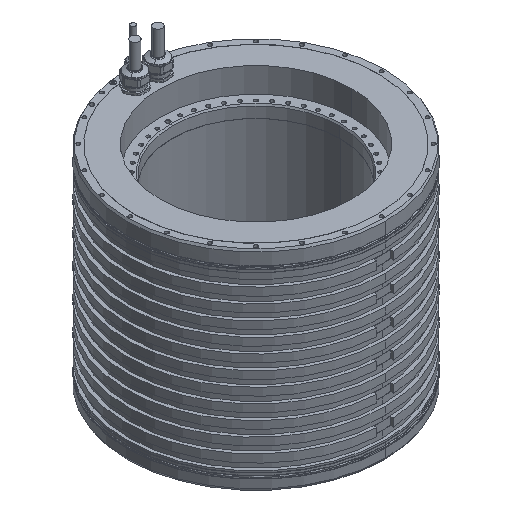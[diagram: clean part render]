
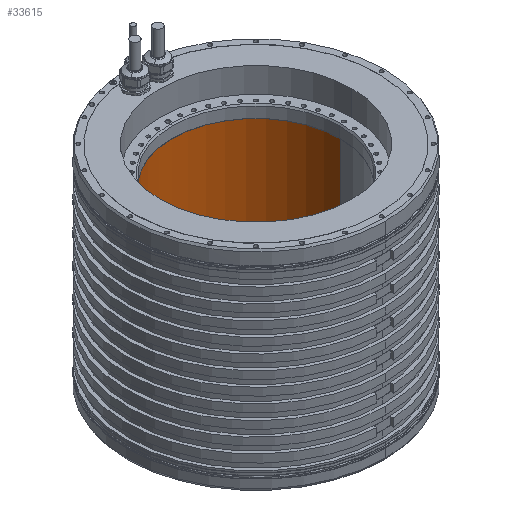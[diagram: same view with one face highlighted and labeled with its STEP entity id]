
A CAD part, isometric view. The second image highlights one B-rep face of the part: STEP entity #33615.
In plain terms, the highlighted cylindrical face has radius 100.4 mm (diameter 200.8 mm), a partial arc.
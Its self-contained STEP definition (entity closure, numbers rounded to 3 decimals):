
#26321=CARTESIAN_POINT('',(0.,0.,-44.9));
#26322=DIRECTION('',(0.,0.,-1.));
#26323=DIRECTION('',(-1.,0.,0.));
#26324=AXIS2_PLACEMENT_3D('',#26321,#26322,#26323);
#26336=DIRECTION('',(0.,0.,1.));
#26337=VECTOR('',#26336,171.2);
#26338=CARTESIAN_POINT('',(-100.4,0.,-216.1));
#26339=LINE('',#26338,#26337);
#26340=DIRECTION('',(0.,0.,1.));
#26341=VECTOR('',#26340,171.2);
#26342=CARTESIAN_POINT('',(100.4,0.,-216.1));
#26343=LINE('',#26342,#26341);
#26344=CARTESIAN_POINT('',(0.,0.,-216.1));
#26345=DIRECTION('',(0.,0.,-1.));
#26346=DIRECTION('',(-1.,0.,0.));
#26347=AXIS2_PLACEMENT_3D('',#26344,#26345,#26346);
#28167=CARTESIAN_POINT('',(-100.4,0.,-216.1));
#28168=CARTESIAN_POINT('',(-100.4,0.,-44.9));
#28169=VERTEX_POINT('',#28167);
#28170=VERTEX_POINT('',#28168);
#28171=CARTESIAN_POINT('',(100.4,0.,-216.1));
#28172=CARTESIAN_POINT('',(100.4,0.,-44.9));
#28173=VERTEX_POINT('',#28171);
#28174=VERTEX_POINT('',#28172);
#33603=CARTESIAN_POINT('',(0.,0.,-241.6));
#33604=DIRECTION('',(0.,0.,1.));
#33605=DIRECTION('',(1.,0.,0.));
#33606=AXIS2_PLACEMENT_3D('',#33603,#33604,#33605);
#33607=CYLINDRICAL_SURFACE('',#33606,100.4);
#33608=ORIENTED_EDGE('',*,*,#33586,.T.);
#33609=ORIENTED_EDGE('',*,*,#33549,.T.);
#33610=ORIENTED_EDGE('',*,*,#33590,.F.);
#33612=ORIENTED_EDGE('',*,*,#33611,.F.);
#33613=EDGE_LOOP('',(#33608,#33609,#33610,#33612));
#33614=FACE_OUTER_BOUND('',#33613,.F.);
#33615=ADVANCED_FACE('',(#33614),#33607,.F.);
#26325=CIRCLE('',#26324,100.4);
#26348=CIRCLE('',#26347,100.4);
#33549=EDGE_CURVE('',#28170,#28174,#26325,.T.);
#33586=EDGE_CURVE('',#28169,#28170,#26339,.T.);
#33590=EDGE_CURVE('',#28173,#28174,#26343,.T.);
#33611=EDGE_CURVE('',#28169,#28173,#26348,.T.);
